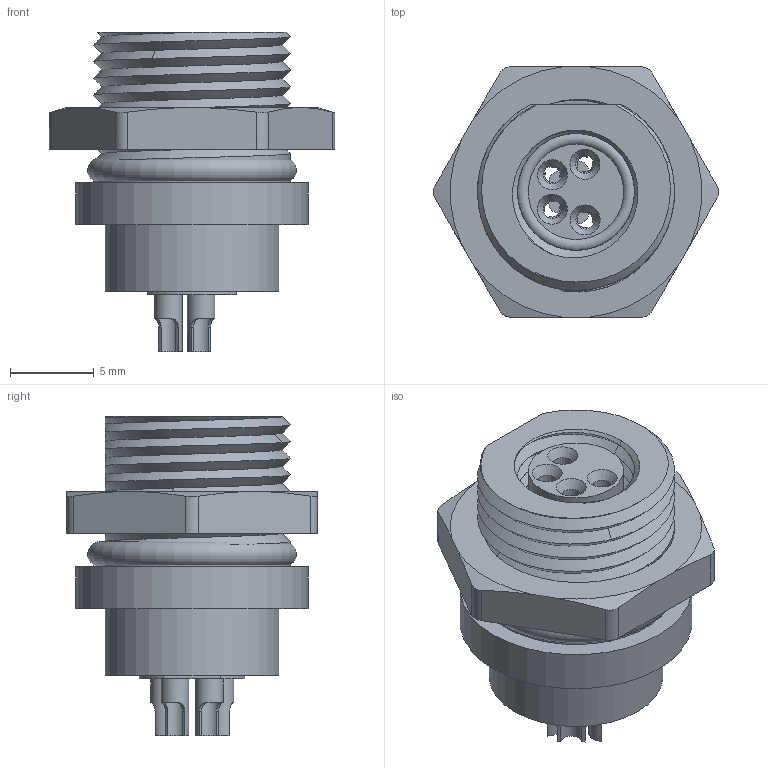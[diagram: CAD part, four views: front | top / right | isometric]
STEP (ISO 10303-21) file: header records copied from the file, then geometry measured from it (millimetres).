
FILE_DESCRIPTION (( 'STEP AP203' ), '1' );
FILE_NAME ('855-004-203R004.STEP', '2019-12-13T14:51:28', ( '' ), ( '' ), 'SwSTEP 2.0', 'SolidWorks 2017', '' );
FILE_SCHEMA (( 'CONFIG_CONTROL_DESIGN' ));
Length unit declared in the file: inch
Products named in the file (1): 855-004-203R004
Bounding box: 17.07 x 15 x 19.1 mm (x, y, z)
Volume: 1603.6 mm3; surface area: 3206.4 mm2
Topology: 9 solids, 9 shells, 319 faces, 907 edges, 613 vertices
Faces by surface type: plane 125, cylinder 88, cone 75, bspline 29, torus 2
Full cylindrical faces by diameter (mm): 1.1 x4, 1.13 x4, 1.15 x4, 1.25 x4, 1.3 x8, 1.53 x4, 1.65 x8, 1.7 x4, 5.7 x1, 6.2 x1, 6.3 x2, 7.1 x1, 8.5 x1, 8.6 x1, 10.4 x1, 13.9 x1
Entity records: 18058 total; most frequent: CARTESIAN_POINT 10900, ORIENTED_EDGE 1534, DIRECTION 1213, EDGE_CURVE 767, VERTEX_POINT 557, AXIS2_PLACEMENT_3D 506, EDGE_LOOP 438, FACE_OUTER_BOUND 366
